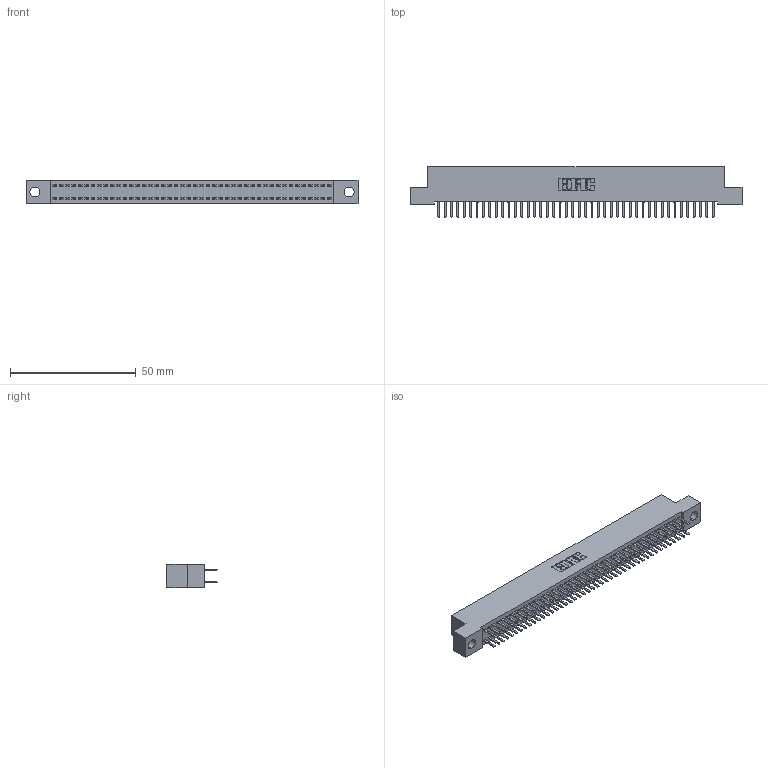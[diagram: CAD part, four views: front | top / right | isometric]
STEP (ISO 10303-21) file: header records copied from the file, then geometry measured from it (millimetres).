
FILE_DESCRIPTION (( 'STEP AP203' ), '1' );
FILE_NAME ('342-088-520-204.STEP', '2018-08-13T20:07:40', ( '' ), ( '' ), 'SwSTEP 2.0', 'SolidWorks 2016', '' );
FILE_SCHEMA (( 'CONFIG_CONTROL_DESIGN' ));
Length unit declared in the file: inch
Products named in the file (3): 342 Part_.156 TH; 345-292-001_345-293-120; 342-088-520-204
Assembly tree (89 placements, depth 2):
  342-088-520-204
    342 Part_.156 TH
    345-292-001_345-293-120  x88
Bounding box: 132.08 x 20.02 x 9.4 mm (x, y, z)
Volume: 11751.1 mm3; surface area: 18910.1 mm2
Topology: 89 solids, 89 shells, 5038 faces, 14643 edges, 9526 vertices
Faces by surface type: plane 3410, cylinder 1628
Entity records: 28033 total; most frequent: CARTESIAN_POINT 4654, ORIENTED_EDGE 4578, DIRECTION 3961, EDGE_CURVE 2289, VECTOR 2157, LINE 2157, VERTEX_POINT 1522, AXIS2_PLACEMENT_3D 902
